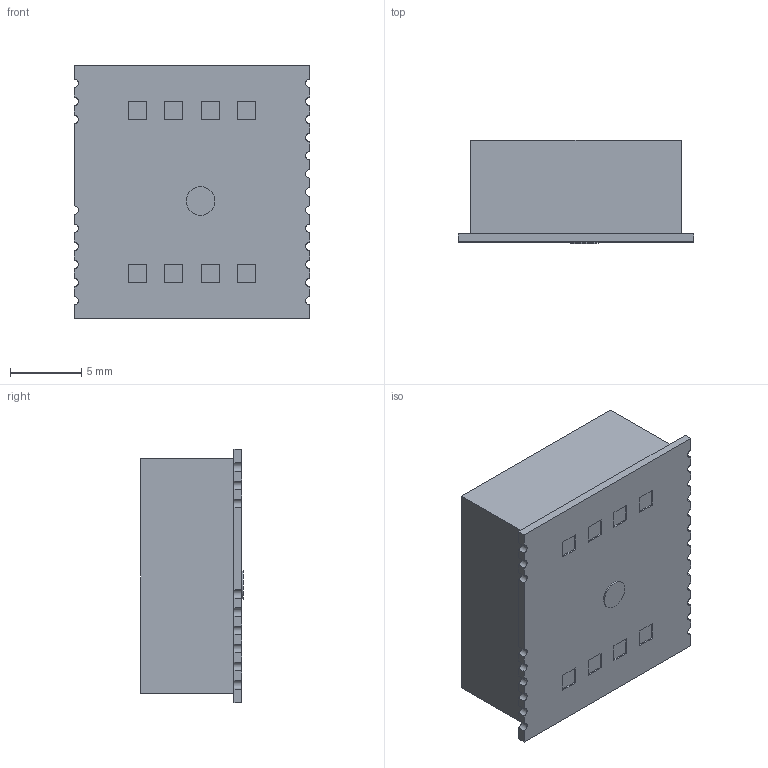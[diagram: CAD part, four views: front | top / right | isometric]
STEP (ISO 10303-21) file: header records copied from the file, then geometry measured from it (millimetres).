
FILE_DESCRIPTION (( 'STEP AP214' ), '1' );
FILE_NAME ('User Library-AX135-H.STEP', '2019-01-03T23:00:27', ( '' ), ( '' ), 'SwSTEP 2.0', 'SolidWorks 2018', '' );
FILE_SCHEMA (( 'AUTOMOTIVE_DESIGN' ));
Length unit declared in the file: millimetre
Products named in the file (1): User Library-AX135-H
Bounding box: 16.51 x 7.2 x 17.78 mm (x, y, z)
Volume: 1751.1 mm3; surface area: 1042.9 mm2
Topology: 2 solids, 2 shells, 99 faces, 258 edges, 172 vertices
Faces by surface type: plane 75, cylinder 24
Entity records: 4152 total; most frequent: CARTESIAN_POINT 530, ORIENTED_EDGE 516, DIRECTION 506, EDGE_CURVE 258, LINE 210, VECTOR 210, VERTEX_POINT 172, AXIS2_PLACEMENT_3D 148
